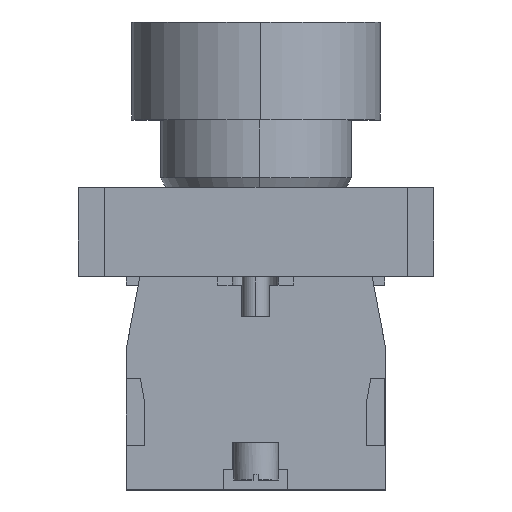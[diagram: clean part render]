
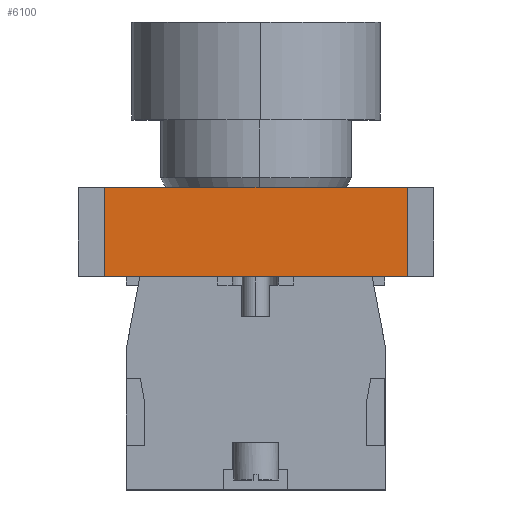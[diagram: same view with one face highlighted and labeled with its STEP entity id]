
A CAD part, top view. The second image highlights one B-rep face of the part: STEP entity #6100.
In plain terms, the highlighted planar face has unit normal (0, 0, 1).
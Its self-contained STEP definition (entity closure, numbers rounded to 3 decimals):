
#349 = EDGE_CURVE ( 'NONE', #8780, #5773, #4720, .T. ) ;
#414 = LINE ( 'NONE', #10855, #8538 ) ;
#481 = CARTESIAN_POINT ( 'NONE',  ( -17., 10., 15. ) ) ;
#1030 = ORIENTED_EDGE ( 'NONE', *, *, #8360, .F. ) ;
#1897 = VECTOR ( 'NONE', #2260, 1000. ) ;
#2103 = VERTEX_POINT ( 'NONE', #6252 ) ;
#2260 = DIRECTION ( 'NONE',  ( 1., 0., 0. ) ) ;
#2526 = EDGE_CURVE ( 'NONE', #5773, #2103, #414, .T. ) ;
#2762 = CARTESIAN_POINT ( 'NONE',  ( -17., 10., 15. ) ) ;
#3010 = CARTESIAN_POINT ( 'NONE',  ( 17., 10., 15. ) ) ;
#3843 = LINE ( 'NONE', #481, #1897 ) ;
#4354 = DIRECTION ( 'NONE',  ( -1., 0., 0. ) ) ;
#4720 = LINE ( 'NONE', #8212, #5238 ) ;
#5163 = EDGE_CURVE ( 'NONE', #10702, #2103, #9714, .T. ) ;
#5197 = FACE_OUTER_BOUND ( 'NONE', #5556, .T. ) ;
#5238 = VECTOR ( 'NONE', #11125, 1000. ) ;
#5391 = CARTESIAN_POINT ( 'NONE',  ( -17., 0., 15. ) ) ;
#5556 = EDGE_LOOP ( 'NONE', ( #8074, #9527, #1030, #6292 ) ) ;
#5773 = VERTEX_POINT ( 'NONE', #5391 ) ;
#6100 = ADVANCED_FACE ( 'NONE', ( #5197 ), #8853, .F. ) ;
#6200 = CARTESIAN_POINT ( 'NONE',  ( -17., 10., 15. ) ) ;
#6252 = CARTESIAN_POINT ( 'NONE',  ( 17., 0., 15. ) ) ;
#6292 = ORIENTED_EDGE ( 'NONE', *, *, #349, .T. ) ;
#6342 = CARTESIAN_POINT ( 'NONE',  ( 17., 10., 15. ) ) ;
#7315 = VECTOR ( 'NONE', #9026, 1000. ) ;
#7704 = AXIS2_PLACEMENT_3D ( 'NONE', #2762, #8684, #4354 ) ;
#8074 = ORIENTED_EDGE ( 'NONE', *, *, #2526, .T. ) ;
#8212 = CARTESIAN_POINT ( 'NONE',  ( -17., 10., 15. ) ) ;
#8360 = EDGE_CURVE ( 'NONE', #8780, #10702, #3843, .T. ) ;
#8538 = VECTOR ( 'NONE', #9994, 1000. ) ;
#8684 = DIRECTION ( 'NONE',  ( 0., 0., -1. ) ) ;
#8780 = VERTEX_POINT ( 'NONE', #6200 ) ;
#8853 = PLANE ( 'NONE',  #7704 ) ;
#9026 = DIRECTION ( 'NONE',  ( 0., -1., 0. ) ) ;
#9527 = ORIENTED_EDGE ( 'NONE', *, *, #5163, .F. ) ;
#9714 = LINE ( 'NONE', #6342, #7315 ) ;
#9994 = DIRECTION ( 'NONE',  ( 1., 0., 0. ) ) ;
#10702 = VERTEX_POINT ( 'NONE', #3010 ) ;
#10855 = CARTESIAN_POINT ( 'NONE',  ( -17., 0., 15. ) ) ;
#11125 = DIRECTION ( 'NONE',  ( 0., -1., 0. ) ) ;
